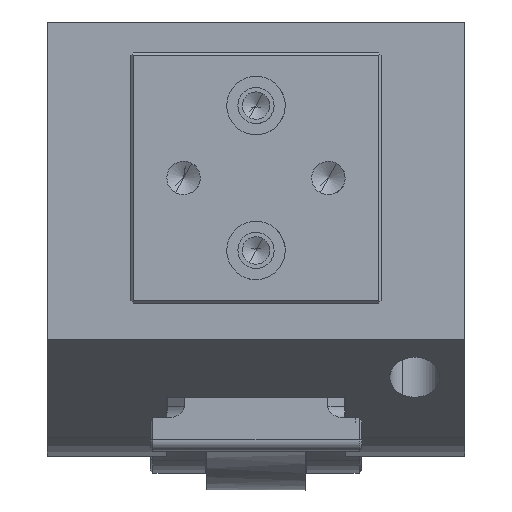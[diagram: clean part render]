
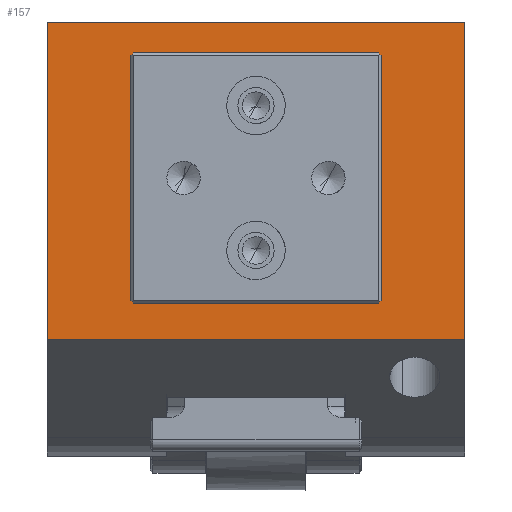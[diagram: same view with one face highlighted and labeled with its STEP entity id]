
A CAD part, front view. The second image highlights one B-rep face of the part: STEP entity #157.
In plain terms, the highlighted planar face has unit normal (0, -1, 0).
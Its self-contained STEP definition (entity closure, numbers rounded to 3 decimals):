
#63=CARTESIAN_POINT('Vertex',(-102.288,-60.7,27.911)) ;
#66=CARTESIAN_POINT('Axis2P3D Location',(-119.84,-60.7,37.5)) ;
#70=CARTESIAN_POINT('Vertex',(-137.391,-60.7,47.089)) ;
#97=CARTESIAN_POINT('Axis2P3D Location',(-119.84,-60.7,37.5)) ;
#114=CARTESIAN_POINT('Axis2P3D Location',(-119.84,-60.7,65.5)) ;
#119=CARTESIAN_POINT('Line Origine',(-157.34,-60.7,37.)) ;
#123=CARTESIAN_POINT('Vertex',(-157.34,-60.7,65.5)) ;
#125=CARTESIAN_POINT('Vertex',(-157.34,-60.7,8.5)) ;
#128=CARTESIAN_POINT('Line Origine',(-119.84,-60.7,8.5)) ;
#132=CARTESIAN_POINT('Vertex',(-82.34,-60.7,8.5)) ;
#135=CARTESIAN_POINT('Line Origine',(-82.34,-60.7,37.)) ;
#139=CARTESIAN_POINT('Vertex',(-82.34,-60.7,65.5)) ;
#142=CARTESIAN_POINT('Line Origine',(-119.84,-60.7,65.5)) ;
#67=DIRECTION('Axis2P3D Direction',(0.,1.,0.)) ;
#98=DIRECTION('Axis2P3D Direction',(0.,1.,0.)) ;
#115=DIRECTION('Axis2P3D Direction',(0.,1.,0.)) ;
#116=DIRECTION('Axis2P3D XDirection',(0.,0.,-1.)) ;
#120=DIRECTION('Vector Direction',(0.,0.,-1.)) ;
#129=DIRECTION('Vector Direction',(-1.,0.,0.)) ;
#136=DIRECTION('Vector Direction',(0.,0.,-1.)) ;
#143=DIRECTION('Vector Direction',(-1.,0.,0.)) ;
#68=AXIS2_PLACEMENT_3D('Circle Axis2P3D',#66,#67,$) ;
#99=AXIS2_PLACEMENT_3D('Circle Axis2P3D',#97,#98,$) ;
#117=AXIS2_PLACEMENT_3D('Plane Axis2P3D',#114,#115,#116) ;
#148=ORIENTED_EDGE('',*,*,#127,.T.) ;
#149=ORIENTED_EDGE('',*,*,#134,.F.) ;
#150=ORIENTED_EDGE('',*,*,#141,.F.) ;
#151=ORIENTED_EDGE('',*,*,#146,.T.) ;
#154=ORIENTED_EDGE('',*,*,#72,.T.) ;
#155=ORIENTED_EDGE('',*,*,#101,.T.) ;
#156=FACE_BOUND('',#153,.T.) ;
#121=VECTOR('Line Direction',#120,1.) ;
#130=VECTOR('Line Direction',#129,1.) ;
#137=VECTOR('Line Direction',#136,1.) ;
#144=VECTOR('Line Direction',#143,1.) ;
#157=ADVANCED_FACE('CU_P-12-20_0.1\\PartBody',(#152,#156),#118,.F.) ;
#69=CIRCLE('generated circle',#68,20.) ;
#100=CIRCLE('generated circle',#99,20.) ;
#72=EDGE_CURVE('',#71,#64,#69,.T.) ;
#101=EDGE_CURVE('',#64,#71,#100,.T.) ;
#127=EDGE_CURVE('',#124,#126,#122,.T.) ;
#134=EDGE_CURVE('',#133,#126,#131,.T.) ;
#141=EDGE_CURVE('',#140,#133,#138,.T.) ;
#146=EDGE_CURVE('',#140,#124,#145,.T.) ;
#147=EDGE_LOOP('',(#148,#149,#150,#151)) ;
#153=EDGE_LOOP('',(#154,#155)) ;
#152=FACE_OUTER_BOUND('',#147,.T.) ;
#122=LINE('Line',#119,#121) ;
#131=LINE('Line',#128,#130) ;
#138=LINE('Line',#135,#137) ;
#145=LINE('Line',#142,#144) ;
#118=PLANE('Plane',#117) ;
#64=VERTEX_POINT('',#63) ;
#71=VERTEX_POINT('',#70) ;
#124=VERTEX_POINT('',#123) ;
#126=VERTEX_POINT('',#125) ;
#133=VERTEX_POINT('',#132) ;
#140=VERTEX_POINT('',#139) ;
